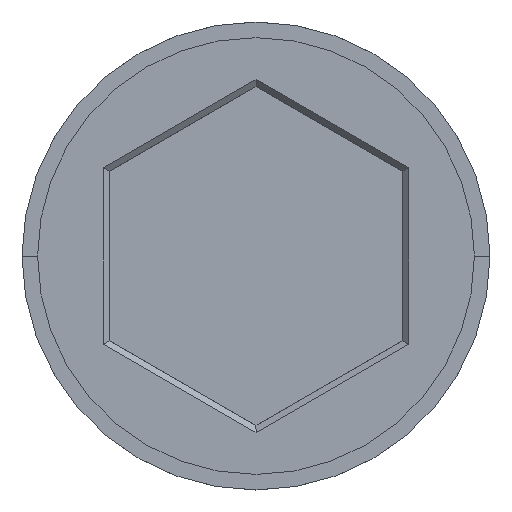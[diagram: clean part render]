
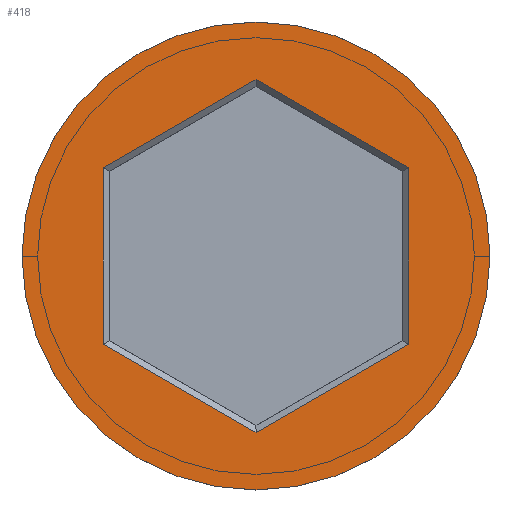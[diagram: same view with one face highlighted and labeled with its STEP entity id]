
A CAD part, top view. The second image highlights one B-rep face of the part: STEP entity #418.
In plain terms, the highlighted planar face has unit normal (0, 0, 1).
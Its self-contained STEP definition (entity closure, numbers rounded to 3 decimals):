
#18 = LINE ( 'NONE', #1173, #777 ) ;
#51 = ORIENTED_EDGE ( 'NONE', *, *, #612, .T. ) ;
#84 = DIRECTION ( 'NONE',  ( -0.866, -0.5, 0. ) ) ;
#86 = VERTEX_POINT ( 'NONE', #173 ) ;
#88 = EDGE_LOOP ( 'NONE', ( #1145, #1275, #624, #330, #51, #1474 ) ) ;
#137 = VERTEX_POINT ( 'NONE', #337 ) ;
#139 = DIRECTION ( 'NONE',  ( 0.866, -0.5, 0. ) ) ;
#173 = CARTESIAN_POINT ( 'NONE',  ( 7.5, 0., 0. ) ) ;
#181 = ORIENTED_EDGE ( 'NONE', *, *, #765, .T. ) ;
#192 = DIRECTION ( 'NONE',  ( 1., 0., 0. ) ) ;
#254 = EDGE_CURVE ( 'NONE', #690, #86, #1390, .T. ) ;
#267 = DIRECTION ( 'NONE',  ( -0.866, 0.5, 0. ) ) ;
#330 = ORIENTED_EDGE ( 'NONE', *, *, #513, .T. ) ;
#337 = CARTESIAN_POINT ( 'NONE',  ( 0., -5.658, 0. ) ) ;
#343 = EDGE_CURVE ( 'NONE', #819, #1050, #893, .T. ) ;
#355 = CARTESIAN_POINT ( 'NONE',  ( -4.9, -2.829, 0. ) ) ;
#376 = CARTESIAN_POINT ( 'NONE',  ( 4.9, -2.829, 0. ) ) ;
#381 = ORIENTED_EDGE ( 'NONE', *, *, #254, .T. ) ;
#416 = CARTESIAN_POINT ( 'NONE',  ( 4.9, -2.714, 0. ) ) ;
#418 = ADVANCED_FACE ( 'NONE', ( #550, #1056 ), #941, .T. ) ;
#458 = CARTESIAN_POINT ( 'NONE',  ( 4.9, 2.829, 0. ) ) ;
#504 = CARTESIAN_POINT ( 'NONE',  ( 0., 0., 0. ) ) ;
#513 = EDGE_CURVE ( 'NONE', #1050, #1037, #18, .T. ) ;
#550 = FACE_BOUND ( 'NONE', #88, .T. ) ;
#591 = CARTESIAN_POINT ( 'NONE',  ( -4.9, 2.829, 0. ) ) ;
#608 = VECTOR ( 'NONE', #910, 1000. ) ;
#612 = EDGE_CURVE ( 'NONE', #1037, #805, #630, .T. ) ;
#616 = CARTESIAN_POINT ( 'NONE',  ( 0., 5.658, 0. ) ) ;
#624 = ORIENTED_EDGE ( 'NONE', *, *, #343, .T. ) ;
#630 = LINE ( 'NONE', #416, #1115 ) ;
#661 = VECTOR ( 'NONE', #84, 1000. ) ;
#669 = CARTESIAN_POINT ( 'NONE',  ( 0.1, -5.6, 0. ) ) ;
#690 = VERTEX_POINT ( 'NONE', #1435 ) ;
#691 = DIRECTION ( 'NONE',  ( 0., 1., 0. ) ) ;
#709 = DIRECTION ( 'NONE',  ( 1., 0., 0. ) ) ;
#710 = CIRCLE ( 'NONE', #854, 7.5 ) ;
#765 = EDGE_CURVE ( 'NONE', #86, #690, #710, .T. ) ;
#775 = LINE ( 'NONE', #669, #661 ) ;
#777 = VECTOR ( 'NONE', #139, 1000. ) ;
#798 = LINE ( 'NONE', #1249, #905 ) ;
#805 = VERTEX_POINT ( 'NONE', #376 ) ;
#819 = VERTEX_POINT ( 'NONE', #591 ) ;
#852 = CARTESIAN_POINT ( 'NONE',  ( -4.8, -2.887, 0. ) ) ;
#854 = AXIS2_PLACEMENT_3D ( 'NONE', #504, #979, #192 ) ;
#893 = LINE ( 'NONE', #1147, #608 ) ;
#901 = AXIS2_PLACEMENT_3D ( 'NONE', #1349, #1471, #911 ) ;
#905 = VECTOR ( 'NONE', #691, 1000. ) ;
#910 = DIRECTION ( 'NONE',  ( 0.866, 0.5, 0. ) ) ;
#911 = DIRECTION ( 'NONE',  ( 1., 0., 0. ) ) ;
#941 = PLANE ( 'NONE',  #1255 ) ;
#964 = LINE ( 'NONE', #852, #1023 ) ;
#979 = DIRECTION ( 'NONE',  ( 0., 0., 1. ) ) ;
#982 = DIRECTION ( 'NONE',  ( 0., -1., 0. ) ) ;
#1023 = VECTOR ( 'NONE', #267, 1000. ) ;
#1037 = VERTEX_POINT ( 'NONE', #458 ) ;
#1039 = VERTEX_POINT ( 'NONE', #355 ) ;
#1050 = VERTEX_POINT ( 'NONE', #616 ) ;
#1056 = FACE_OUTER_BOUND ( 'NONE', #1452, .T. ) ;
#1063 = EDGE_CURVE ( 'NONE', #137, #1039, #964, .T. ) ;
#1115 = VECTOR ( 'NONE', #982, 1000. ) ;
#1145 = ORIENTED_EDGE ( 'NONE', *, *, #1063, .T. ) ;
#1147 = CARTESIAN_POINT ( 'NONE',  ( -0.1, 5.6, 0. ) ) ;
#1173 = CARTESIAN_POINT ( 'NONE',  ( 4.8, 2.887, 0. ) ) ;
#1210 = EDGE_CURVE ( 'NONE', #1039, #819, #798, .T. ) ;
#1249 = CARTESIAN_POINT ( 'NONE',  ( -4.9, 2.714, 0. ) ) ;
#1255 = AXIS2_PLACEMENT_3D ( 'NONE', #1401, #1278, #709 ) ;
#1275 = ORIENTED_EDGE ( 'NONE', *, *, #1210, .T. ) ;
#1278 = DIRECTION ( 'NONE',  ( 0., 0., 1. ) ) ;
#1349 = CARTESIAN_POINT ( 'NONE',  ( 0., 0., 0. ) ) ;
#1390 = CIRCLE ( 'NONE', #901, 7.5 ) ;
#1401 = CARTESIAN_POINT ( 'NONE',  ( 0., 0., 0. ) ) ;
#1435 = CARTESIAN_POINT ( 'NONE',  ( -7.5, 0., 0. ) ) ;
#1452 = EDGE_LOOP ( 'NONE', ( #181, #381 ) ) ;
#1455 = EDGE_CURVE ( 'NONE', #805, #137, #775, .T. ) ;
#1471 = DIRECTION ( 'NONE',  ( 0., 0., 1. ) ) ;
#1474 = ORIENTED_EDGE ( 'NONE', *, *, #1455, .T. ) ;
